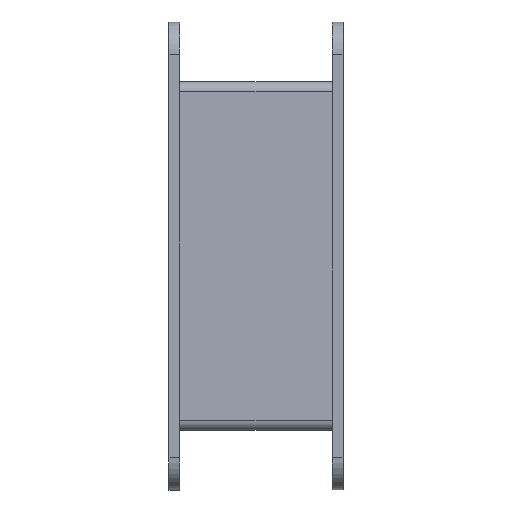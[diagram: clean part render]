
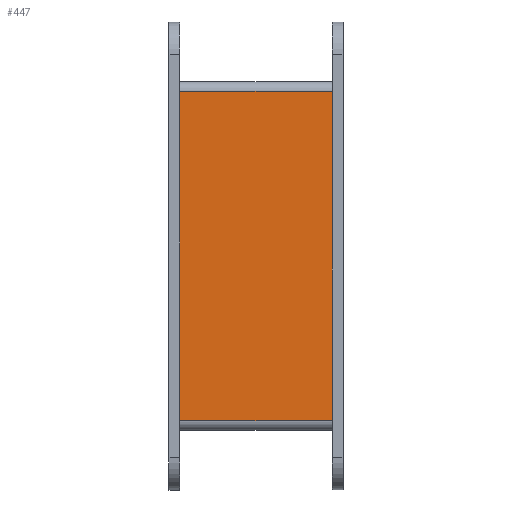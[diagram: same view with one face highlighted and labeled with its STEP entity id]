
A CAD part, left-side view. The second image highlights one B-rep face of the part: STEP entity #447.
In plain terms, the highlighted planar face has unit normal (-1, 0, 0).
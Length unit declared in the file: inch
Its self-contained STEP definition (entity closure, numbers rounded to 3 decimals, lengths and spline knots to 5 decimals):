
#22 = VECTOR ( 'NONE', #1869, 39.37008 ) ;
#130 = FACE_OUTER_BOUND ( 'NONE', #1040, .T. ) ;
#142 = CARTESIAN_POINT ( 'NONE',  ( -2., 0.875, 4. ) ) ;
#174 = CARTESIAN_POINT ( 'NONE',  ( -2., 0.875, 0.108 ) ) ;
#206 = VERTEX_POINT ( 'NONE', #2305 ) ;
#227 = LINE ( 'NONE', #2410, #22 ) ;
#265 = VERTEX_POINT ( 'NONE', #1442 ) ;
#420 = ORIENTED_EDGE ( 'NONE', *, *, #2207, .T. ) ;
#426 = EDGE_CURVE ( 'NONE', #494, #206, #1158, .T. ) ;
#447 = ADVANCED_FACE ( 'NONE', ( #130 ), #1348, .T. ) ;
#494 = VERTEX_POINT ( 'NONE', #1108 ) ;
#503 = CARTESIAN_POINT ( 'NONE',  ( -2., 0.875, 4. ) ) ;
#701 = ORIENTED_EDGE ( 'NONE', *, *, #426, .T. ) ;
#851 = AXIS2_PLACEMENT_3D ( 'NONE', #142, #934, #1721 ) ;
#878 = VERTEX_POINT ( 'NONE', #174 ) ;
#934 = DIRECTION ( 'NONE',  ( -1., 0., 0. ) ) ;
#1040 = EDGE_LOOP ( 'NONE', ( #1349, #2287, #701, #420 ) ) ;
#1047 = EDGE_CURVE ( 'NONE', #265, #878, #2288, .T. ) ;
#1108 = CARTESIAN_POINT ( 'NONE',  ( -2., -0.875, 0.108 ) ) ;
#1158 = LINE ( 'NONE', #1553, #1184 ) ;
#1184 = VECTOR ( 'NONE', #1940, 39.37008 ) ;
#1290 = VECTOR ( 'NONE', #1511, 39.37008 ) ;
#1348 = PLANE ( 'NONE',  #851 ) ;
#1349 = ORIENTED_EDGE ( 'NONE', *, *, #1047, .T. ) ;
#1442 = CARTESIAN_POINT ( 'NONE',  ( -2., 0.875, 3.892 ) ) ;
#1486 = EDGE_CURVE ( 'NONE', #878, #494, #227, .T. ) ;
#1511 = DIRECTION ( 'NONE',  ( 0., 0., -1. ) ) ;
#1553 = CARTESIAN_POINT ( 'NONE',  ( -2., -0.875, 4. ) ) ;
#1671 = VECTOR ( 'NONE', #2113, 39.37008 ) ;
#1709 = LINE ( 'NONE', #1723, #1671 ) ;
#1721 = DIRECTION ( 'NONE',  ( 0., 0., 1. ) ) ;
#1723 = CARTESIAN_POINT ( 'NONE',  ( -2., 0.875, 3.892 ) ) ;
#1869 = DIRECTION ( 'NONE',  ( 0., -1., 0. ) ) ;
#1940 = DIRECTION ( 'NONE',  ( 0., 0., 1. ) ) ;
#2113 = DIRECTION ( 'NONE',  ( 0., 1., 0. ) ) ;
#2207 = EDGE_CURVE ( 'NONE', #206, #265, #1709, .T. ) ;
#2287 = ORIENTED_EDGE ( 'NONE', *, *, #1486, .T. ) ;
#2288 = LINE ( 'NONE', #503, #1290 ) ;
#2305 = CARTESIAN_POINT ( 'NONE',  ( -2., -0.875, 3.892 ) ) ;
#2410 = CARTESIAN_POINT ( 'NONE',  ( -2., 0.875, 0.108 ) ) ;
